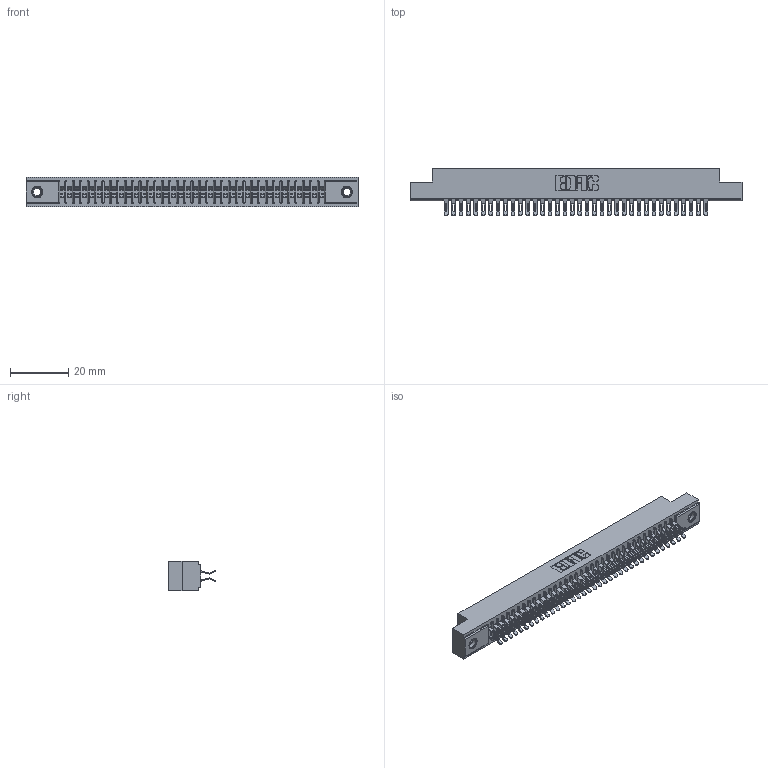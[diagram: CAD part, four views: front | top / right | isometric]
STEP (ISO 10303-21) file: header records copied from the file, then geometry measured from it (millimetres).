
FILE_DESCRIPTION (( 'STEP AP203' ), '1' );
FILE_NAME ('391-072-555-207.STEP', '2018-08-09T14:27:18', ( '' ), ( '' ), 'SwSTEP 2.0', 'SolidWorks 2016', '' );
FILE_SCHEMA (( 'CONFIG_CONTROL_DESIGN' ));
Length unit declared in the file: inch
Products named in the file (4): 341 Part_.156 (3.96) Dia Mounting Holes; 341-292-001_341-292-155; 345-250-001_345-250-005-103; 391-072-555-207
Assembly tree (75 placements, depth 2):
  391-072-555-207
    341 Part_.156 (3.96) Dia Mounting Holes
    341-292-001_341-292-155  x72
    345-250-001_345-250-005-103  x2
Bounding box: 113.67 x 16.31 x 10.16 mm (x, y, z)
Volume: 8466.3 mm3; surface area: 15462.2 mm2
Topology: 75 solids, 75 shells, 5792 faces, 17264 edges, 11234 vertices
Faces by surface type: plane 3124, cylinder 2508, sphere 74, torus 74, cone 12
Entity records: 46022 total; most frequent: CARTESIAN_POINT 7649, ORIENTED_EDGE 7584, DIRECTION 7428, EDGE_CURVE 3792, LINE 3038, VECTOR 3038, VERTEX_POINT 2400, AXIS2_PLACEMENT_3D 2195
